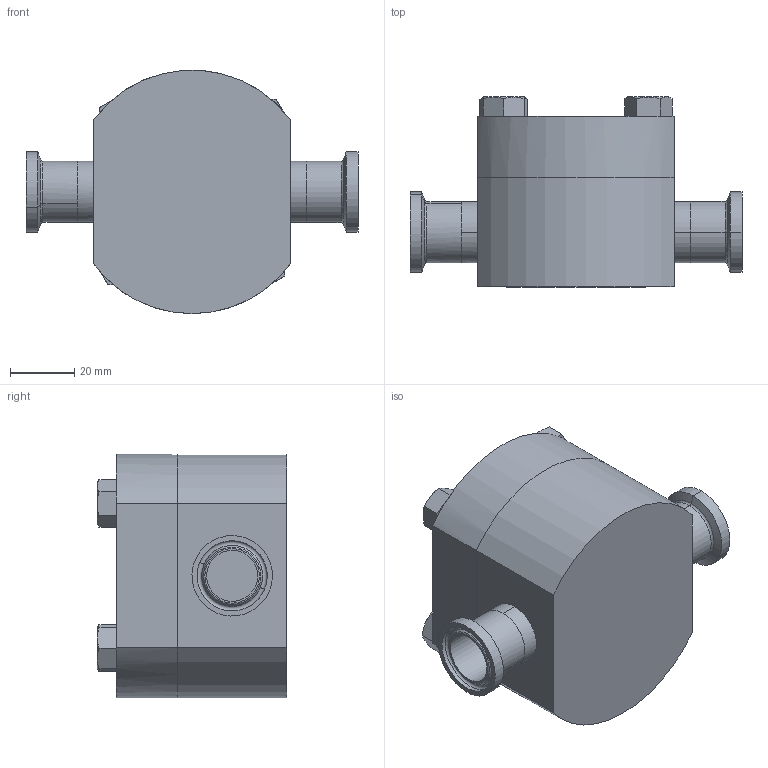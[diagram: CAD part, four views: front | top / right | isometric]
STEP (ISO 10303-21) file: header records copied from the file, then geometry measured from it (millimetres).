
FILE_DESCRIPTION (( 'STEP AP203' ), '1' );
FILE_NAME ('SHC-075-TC.STEP', '2017-06-07T19:33:33', ( '' ), ( '' ), 'SwSTEP 2.0', 'SolidWorks 2014', '' );
FILE_SCHEMA (( 'CONFIG_CONTROL_DESIGN' ));
Length unit declared in the file: inch
Products named in the file (2): SHC-075-TC
Bounding box: 103.17 x 58.95 x 75.6 mm (x, y, z)
Volume: 224856.6 mm3; surface area: 26619.2 mm2
Topology: 1 solids, 1 shells, 114 faces, 255 edges, 149 vertices
Faces by surface type: plane 44, cone 32, cylinder 26, torus 12
Entity records: 3455 total; most frequent: CARTESIAN_POINT 792, DIRECTION 546, ORIENTED_EDGE 510, EDGE_CURVE 255, AXIS2_PLACEMENT_3D 223, VERTEX_POINT 149, EDGE_LOOP 120, FACE_OUTER_BOUND 114
